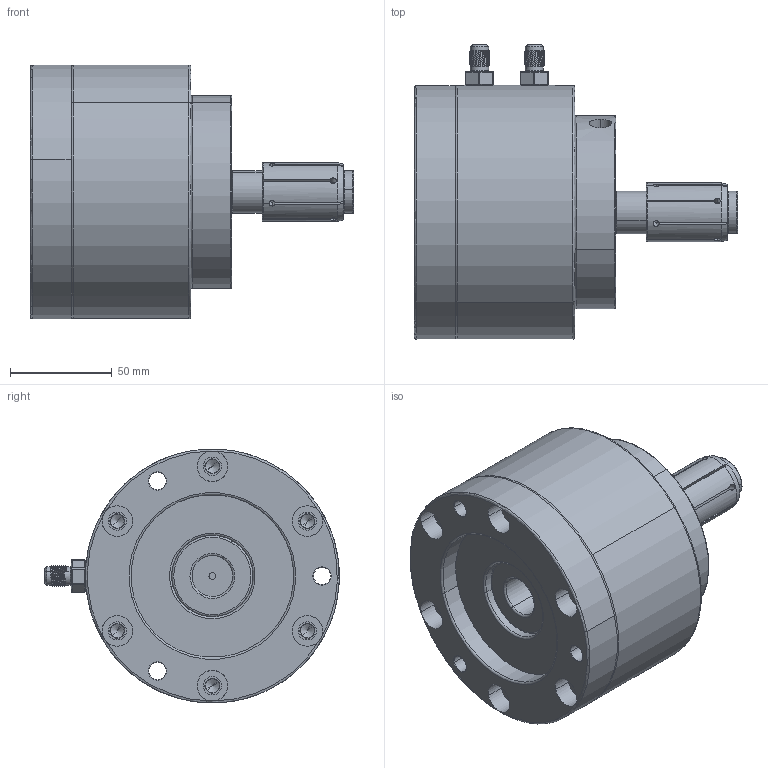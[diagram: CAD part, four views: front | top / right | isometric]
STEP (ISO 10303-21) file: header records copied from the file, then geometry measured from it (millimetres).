
FILE_DESCRIPTION (( 'STEP AP214' ), '1' );
FILE_NAME ('DAS-30+˫׶.STEP', '2024-11-01T02:31:21', ( '' ), ( '' ), 'SwSTEP 2.0', 'SolidWorks 2023', '' );
FILE_SCHEMA (( 'AUTOMOTIVE_DESIGN' ));
Length unit declared in the file: millimetre
Products named in the file (6): DAS-30 双锥; DAS-30 双锥 底座; DAS-30+双锥; DAS-30 双锥 拉杆; DAS-30; DAS-30 双锥 涨套
Assembly tree (5 placements, depth 3):
  DAS-30+双锥
    DAS-30
    DAS-30 双锥
      DAS-30 双锥 底座
      DAS-30 双锥 拉杆
      DAS-30 双锥 涨套
Bounding box: 159 x 144.98 x 124.96 mm (x, y, z)
Volume: 1019620.6 mm3; surface area: 129574.2 mm2
Topology: 6 solids, 6 shells, 667 faces, 1670 edges, 1041 vertices
Faces by surface type: cylinder 306, plane 184, cone 117, torus 45, bspline 15
Entity records: 38474 total; most frequent: CARTESIAN_POINT 16756, ORIENTED_EDGE 3300, DIRECTION 3187, EDGE_CURVE 1650, AXIS2_PLACEMENT_3D 1226, VERTEX_POINT 1041, EDGE_LOOP 739, LINE 735
